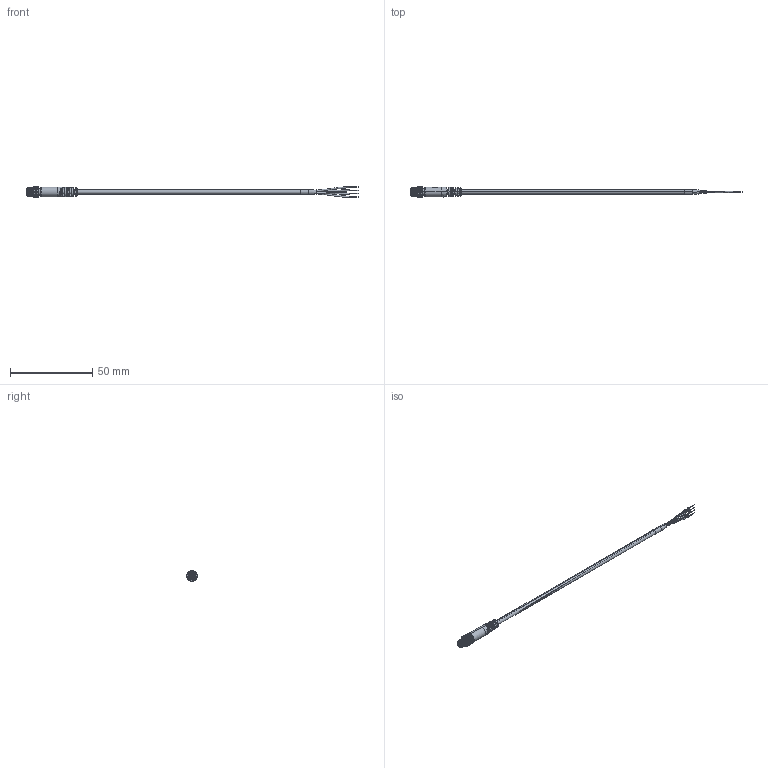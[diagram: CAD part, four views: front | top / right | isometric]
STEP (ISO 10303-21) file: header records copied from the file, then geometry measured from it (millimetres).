
FILE_DESCRIPTION (( 'STEP AP203' ), '1' );
FILE_NAME ('10-03012_revA.STEP', '2018-09-17T16:30:47', ( '' ), ( '' ), 'SwSTEP 2.0', 'SolidWorks 2015', '' );
FILE_SCHEMA (( 'CONFIG_CONTROL_DESIGN' ));
Length unit declared in the file: millimetre
Products named in the file (8): 10-03012_revA; 24-00263; 30-00495_s + t; M5M4P; M5Male_inline threads; M5Male_pin_13.75 mm; 50-00602
Assembly tree (10 placements, depth 4):
  10-03012_revA
    30-00495_s + t
    24-00263
    50-00602
      M5Male_inline threads
      M5M4P
        M5M4P
        M5Male_pin_13.75 mm  x4
Bounding box: 202.38 x 6.5 x 6.7 mm (x, y, z)
Volume: 1727.8 mm3; surface area: 15406.1 mm2
Topology: 358 solids, 358 shells, 2593 faces, 5072 edges, 3210 vertices
Faces by surface type: cylinder 1262, plane 788, bspline 457, torus 72, sphere 8, cone 6
Entity records: 75370 total; most frequent: CARTESIAN_POINT 23147, DIRECTION 10570, ORIENTED_EDGE 9956, EDGE_CURVE 4978, AXIS2_PLACEMENT_3D 4561, VERTEX_POINT 3151, EDGE_LOOP 2955, FACE_OUTER_BOUND 2557
